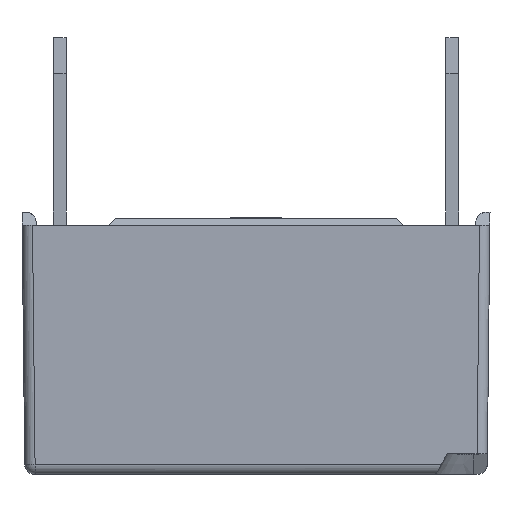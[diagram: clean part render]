
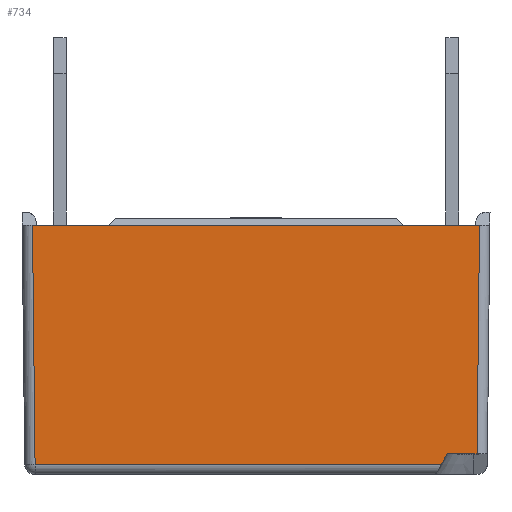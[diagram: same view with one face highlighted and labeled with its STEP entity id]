
A CAD part, left-side view. The second image highlights one B-rep face of the part: STEP entity #734.
In plain terms, the highlighted planar face has unit normal (-1, 0, -0.01).
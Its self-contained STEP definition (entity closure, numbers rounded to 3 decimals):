
#734 = ADVANCED_FACE( '', ( #1589 ), #1590, .F. );
#1589 = FACE_OUTER_BOUND( '', #2823, .T. );
#1590 = PLANE( '', #2824 );
#2823 = EDGE_LOOP( '', ( #4756, #4757, #4758, #4759, #4760, #4761 ) );
#2824 = AXIS2_PLACEMENT_3D( '', #4762, #4763, #4764 );
#4756 = ORIENTED_EDGE( '', *, *, #7059, .F. );
#4757 = ORIENTED_EDGE( '', *, *, #6670, .F. );
#4758 = ORIENTED_EDGE( '', *, *, #6653, .F. );
#4759 = ORIENTED_EDGE( '', *, *, #7060, .F. );
#4760 = ORIENTED_EDGE( '', *, *, #6691, .F. );
#4761 = ORIENTED_EDGE( '', *, *, #7061, .F. );
#4762 = CARTESIAN_POINT( '', ( -14.099, 8.922, 2.978 ) );
#4763 = DIRECTION( '', ( 1., 0., 0.01 ) );
#4764 = DIRECTION( '', ( 0.01, 0., -1. ) );
#6653 = EDGE_CURVE( '', #7851, #7853, #7854, .T. );
#6670 = EDGE_CURVE( '', #7853, #7875, #7881, .T. );
#6691 = EDGE_CURVE( '', #7916, #7917, #7918, .T. );
#7059 = EDGE_CURVE( '', #7875, #8498, #8499, .T. );
#7060 = EDGE_CURVE( '', #7917, #7851, #8500, .T. );
#7061 = EDGE_CURVE( '', #8498, #7916, #8501, .F. );
#7851 = VERTEX_POINT( '', #9591 );
#7853 = VERTEX_POINT( '', #9593 );
#7854 = LINE( '', #9594, #9595 );
#7875 = VERTEX_POINT( '', #9626 );
#7881 = LINE( '', #9633, #9634 );
#7916 = VERTEX_POINT( '', #9683 );
#7917 = VERTEX_POINT( '', #9684 );
#7918 = LINE( '', #9685, #9686 );
#8498 = VERTEX_POINT( '', #10558 );
#8499 = LINE( '', #10559, #10560 );
#8500 = LINE( '', #10561, #10562 );
#8501 = LINE( '', #10563, #10564 );
#9591 = CARTESIAN_POINT( '', ( -14.051, -14.924, -1.894 ) );
#9593 = CARTESIAN_POINT( '', ( -14.051, -7.069, -1.894 ) );
#9594 = CARTESIAN_POINT( '', ( -14.051, 8.922, -1.894 ) );
#9595 = VECTOR( '', #11700, 1000. );
#9626 = CARTESIAN_POINT( '', ( -14.097, -7.019, 2.728 ) );
#9633 = CARTESIAN_POINT( '', ( -14.097, -7.019, 2.73 ) );
#9634 = VECTOR( '', #11723, 1000. );
#9683 = CARTESIAN_POINT( '', ( -14.053, -15.615, -1.692 ) );
#9684 = CARTESIAN_POINT( '', ( -14.053, -15.041, -1.692 ) );
#9685 = CARTESIAN_POINT( '', ( -14.053, 8.922, -1.692 ) );
#9686 = VECTOR( '', #11741, 1000. );
#10558 = CARTESIAN_POINT( '', ( -14.097, -15.663, 2.728 ) );
#10559 = CARTESIAN_POINT( '', ( -14.097, -19.341, 2.728 ) );
#10560 = VECTOR( '', #12123, 1000. );
#10561 = CARTESIAN_POINT( '', ( -13.986, -11.073, -8.565 ) );
#10562 = VECTOR( '', #12124, 1000. );
#10563 = CARTESIAN_POINT( '', ( -14.053, -15.615, -1.69 ) );
#10564 = VECTOR( '', #12125, 1000. );
#11700 = DIRECTION( '', ( 0., 1., 0. ) );
#11723 = DIRECTION( '', ( -0.01, 0.011, 1. ) );
#11741 = DIRECTION( '', ( 0., 1., 0. ) );
#12123 = DIRECTION( '', ( 0., -1., 0. ) );
#12124 = DIRECTION( '', ( 0.008, 0.5, -0.866 ) );
#12125 = DIRECTION( '', ( -0.01, -0.011, 1. ) );
